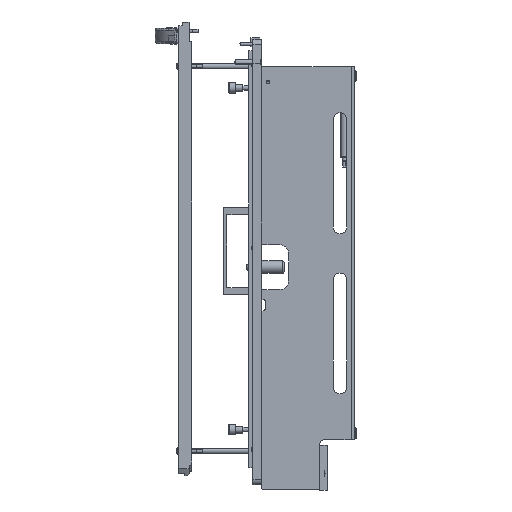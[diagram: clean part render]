
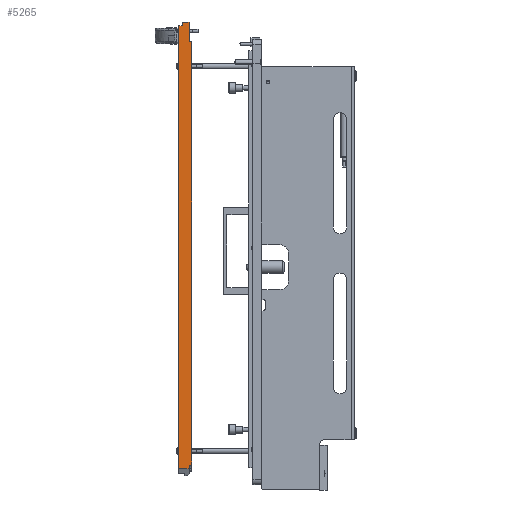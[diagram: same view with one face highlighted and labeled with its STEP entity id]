
A CAD part, left-side view. The second image highlights one B-rep face of the part: STEP entity #5265.
In plain terms, the highlighted face is planar.
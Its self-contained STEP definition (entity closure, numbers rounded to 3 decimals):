
#140 = VERTEX_POINT ( 'NONE', #45244 ) ;
#682 = VERTEX_POINT ( 'NONE', #2974 ) ;
#924 = CARTESIAN_POINT ( 'NONE',  ( 340.5, -7.4, 171.55 ) ) ;
#930 = DIRECTION ( 'NONE',  ( 0., 0., -1. ) ) ;
#1354 = VECTOR ( 'NONE', #930, 1000. ) ;
#1884 = ORIENTED_EDGE ( 'NONE', *, *, #28057, .F. ) ;
#2974 = CARTESIAN_POINT ( 'NONE',  ( 340.5, -7.4, 241.55 ) ) ;
#3280 = LINE ( 'NONE', #4137, #53506 ) ;
#4137 = CARTESIAN_POINT ( 'NONE',  ( 340.5, -7.5, -253.55 ) ) ;
#4492 = EDGE_CURVE ( 'NONE', #19546, #12718, #26149, .T. ) ;
#4876 = VERTEX_POINT ( 'NONE', #36360 ) ;
#5100 = VECTOR ( 'NONE', #21905, 1000. ) ;
#5192 = EDGE_CURVE ( 'NONE', #54026, #4876, #32546, .T. ) ;
#5265 = ADVANCED_FACE ( 'NONE', ( #49879 ), #23888, .F. ) ;
#5413 = CARTESIAN_POINT ( 'NONE',  ( 340.5, 7.5, -249.55 ) ) ;
#6313 = DIRECTION ( 'NONE',  ( 0., -1., 0. ) ) ;
#6640 = ORIENTED_EDGE ( 'NONE', *, *, #10472, .F. ) ;
#7177 = CARTESIAN_POINT ( 'NONE',  ( 340.5, -7.4, 171.55 ) ) ;
#7600 = VECTOR ( 'NONE', #26847, 1000. ) ;
#9158 = VECTOR ( 'NONE', #37455, 1000. ) ;
#9730 = DIRECTION ( 'NONE',  ( 0., 0., 1. ) ) ;
#10472 = EDGE_CURVE ( 'NONE', #15460, #42101, #22672, .T. ) ;
#12718 = VERTEX_POINT ( 'NONE', #41149 ) ;
#12962 = CARTESIAN_POINT ( 'NONE',  ( 340.5, -7.5, 253.55 ) ) ;
#13349 = EDGE_CURVE ( 'NONE', #23698, #682, #48827, .T. ) ;
#14225 = ORIENTED_EDGE ( 'NONE', *, *, #36438, .T. ) ;
#15280 = CARTESIAN_POINT ( 'NONE',  ( 340.5, -7.5, -231.55 ) ) ;
#15460 = VERTEX_POINT ( 'NONE', #54839 ) ;
#16921 = CARTESIAN_POINT ( 'NONE',  ( 340.5, 7.5, 245.55 ) ) ;
#18235 = CARTESIAN_POINT ( 'NONE',  ( 340.5, -7.4, 253.55 ) ) ;
#18685 = ORIENTED_EDGE ( 'NONE', *, *, #49203, .T. ) ;
#19546 = VERTEX_POINT ( 'NONE', #30234 ) ;
#20208 = DIRECTION ( 'NONE',  ( 0., -1., 0. ) ) ;
#21905 = DIRECTION ( 'NONE',  ( 0., 0., -1. ) ) ;
#22009 = EDGE_CURVE ( 'NONE', #40638, #24403, #48495, .T. ) ;
#22183 = LINE ( 'NONE', #12962, #5100 ) ;
#22672 = LINE ( 'NONE', #53880, #46880 ) ;
#23698 = VERTEX_POINT ( 'NONE', #924 ) ;
#23888 = PLANE ( 'NONE',  #54897 ) ;
#24172 = CARTESIAN_POINT ( 'NONE',  ( 340.5, 7.5, 253.55 ) ) ;
#24403 = VERTEX_POINT ( 'NONE', #16921 ) ;
#24576 = ORIENTED_EDGE ( 'NONE', *, *, #28673, .T. ) ;
#24693 = ORIENTED_EDGE ( 'NONE', *, *, #37387, .T. ) ;
#25331 = EDGE_CURVE ( 'NONE', #42101, #46261, #37222, .T. ) ;
#26149 = LINE ( 'NONE', #48362, #1354 ) ;
#26722 = DIRECTION ( 'NONE',  ( 0., 0., 1. ) ) ;
#26847 = DIRECTION ( 'NONE',  ( 0., 0., 1. ) ) ;
#27384 = LINE ( 'NONE', #5413, #9158 ) ;
#27639 = CARTESIAN_POINT ( 'NONE',  ( 340.5, -4.3, 241.55 ) ) ;
#28057 = EDGE_CURVE ( 'NONE', #40638, #19546, #27384, .T. ) ;
#28673 = EDGE_CURVE ( 'NONE', #15460, #12718, #3280, .T. ) ;
#28782 = EDGE_LOOP ( 'NONE', ( #42358, #24693, #14225, #48865, #6640, #24576, #41648, #1884, #46584, #18685, #43404, #42715 ) ) ;
#30234 = CARTESIAN_POINT ( 'NONE',  ( 340.5, 3.2, -249.55 ) ) ;
#30601 = CARTESIAN_POINT ( 'NONE',  ( 340.5, 12.253, 241.55 ) ) ;
#32546 = LINE ( 'NONE', #27639, #36413 ) ;
#32611 = DIRECTION ( 'NONE',  ( 0., -1., 0. ) ) ;
#32702 = VECTOR ( 'NONE', #20208, 1000. ) ;
#32826 = DIRECTION ( 'NONE',  ( 0., 0., 1. ) ) ;
#34201 = DIRECTION ( 'NONE',  ( 0., 1., 0. ) ) ;
#34218 = VECTOR ( 'NONE', #48266, 1000. ) ;
#36360 = CARTESIAN_POINT ( 'NONE',  ( 340.5, -4.3, 245.55 ) ) ;
#36413 = VECTOR ( 'NONE', #9730, 1000. ) ;
#36438 = EDGE_CURVE ( 'NONE', #140, #46261, #22183, .T. ) ;
#36642 = CARTESIAN_POINT ( 'NONE',  ( 340.5, -4.3, 241.55 ) ) ;
#37222 = LINE ( 'NONE', #15280, #42744 ) ;
#37387 = EDGE_CURVE ( 'NONE', #23698, #140, #45055, .T. ) ;
#37455 = DIRECTION ( 'NONE',  ( 0., -1., 0. ) ) ;
#38670 = CARTESIAN_POINT ( 'NONE',  ( 340.5, -7.5, -231.55 ) ) ;
#40638 = VERTEX_POINT ( 'NONE', #44352 ) ;
#40894 = CARTESIAN_POINT ( 'NONE',  ( 340.5, -4.3, -231.55 ) ) ;
#41149 = CARTESIAN_POINT ( 'NONE',  ( 340.5, 3.2, -253.55 ) ) ;
#41549 = LINE ( 'NONE', #46467, #52656 ) ;
#41648 = ORIENTED_EDGE ( 'NONE', *, *, #4492, .F. ) ;
#42101 = VERTEX_POINT ( 'NONE', #40894 ) ;
#42358 = ORIENTED_EDGE ( 'NONE', *, *, #13349, .F. ) ;
#42715 = ORIENTED_EDGE ( 'NONE', *, *, #53499, .T. ) ;
#42744 = VECTOR ( 'NONE', #32611, 1000. ) ;
#43404 = ORIENTED_EDGE ( 'NONE', *, *, #5192, .F. ) ;
#44352 = CARTESIAN_POINT ( 'NONE',  ( 340.5, 7.5, -249.55 ) ) ;
#45055 = LINE ( 'NONE', #7177, #32702 ) ;
#45244 = CARTESIAN_POINT ( 'NONE',  ( 340.5, -7.5, 171.55 ) ) ;
#46261 = VERTEX_POINT ( 'NONE', #38670 ) ;
#46467 = CARTESIAN_POINT ( 'NONE',  ( 340.5, 7.5, 245.55 ) ) ;
#46584 = ORIENTED_EDGE ( 'NONE', *, *, #22009, .T. ) ;
#46880 = VECTOR ( 'NONE', #26722, 1000. ) ;
#47652 = LINE ( 'NONE', #30601, #50142 ) ;
#48222 = DIRECTION ( 'NONE',  ( 0., -1., 0. ) ) ;
#48266 = DIRECTION ( 'NONE',  ( 0., 0., 1. ) ) ;
#48362 = CARTESIAN_POINT ( 'NONE',  ( 340.5, 3.2, -253.55 ) ) ;
#48495 = LINE ( 'NONE', #49073, #7600 ) ;
#48827 = LINE ( 'NONE', #18235, #34218 ) ;
#48865 = ORIENTED_EDGE ( 'NONE', *, *, #25331, .F. ) ;
#49073 = CARTESIAN_POINT ( 'NONE',  ( 340.5, 7.5, 253.55 ) ) ;
#49203 = EDGE_CURVE ( 'NONE', #24403, #4876, #41549, .T. ) ;
#49879 = FACE_OUTER_BOUND ( 'NONE', #28782, .T. ) ;
#50142 = VECTOR ( 'NONE', #48222, 1000. ) ;
#52656 = VECTOR ( 'NONE', #6313, 1000. ) ;
#53499 = EDGE_CURVE ( 'NONE', #54026, #682, #47652, .T. ) ;
#53506 = VECTOR ( 'NONE', #34201, 1000. ) ;
#53880 = CARTESIAN_POINT ( 'NONE',  ( 340.5, -4.3, -253.55 ) ) ;
#54026 = VERTEX_POINT ( 'NONE', #36642 ) ;
#54781 = DIRECTION ( 'NONE',  ( -1., 0., 0. ) ) ;
#54839 = CARTESIAN_POINT ( 'NONE',  ( 340.5, -4.3, -253.55 ) ) ;
#54897 = AXIS2_PLACEMENT_3D ( 'NONE', #24172, #54781, #32826 ) ;
